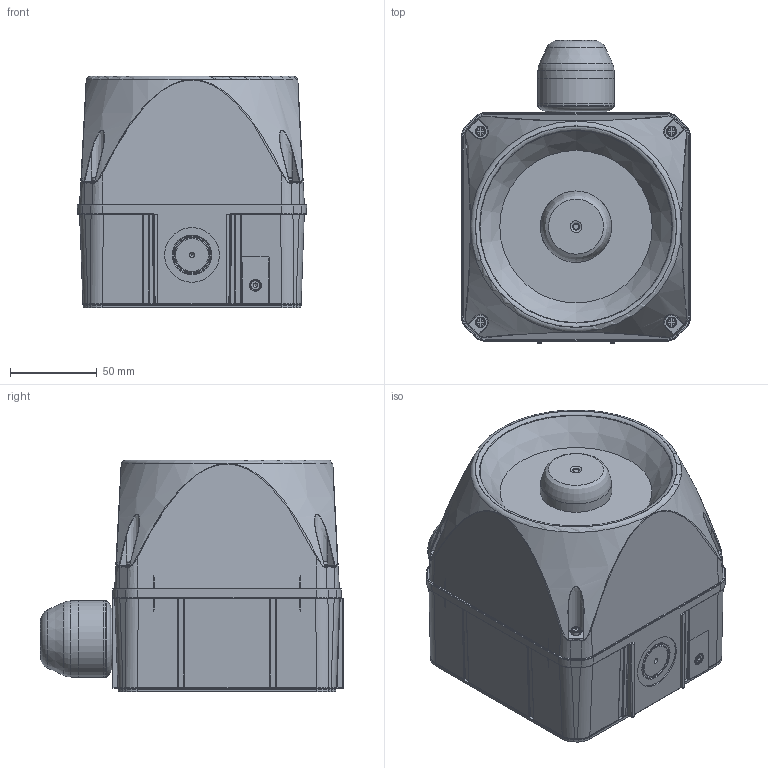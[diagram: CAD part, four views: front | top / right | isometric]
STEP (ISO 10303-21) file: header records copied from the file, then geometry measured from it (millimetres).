
FILE_DESCRIPTION(/* description */ (''),/* implementation_level */ '2;1');
FILE_NAME(/* name */ 'ADM.stp',/* time_stamp */ '2016-03-31T08:48:01+02:00',/* author */ (''),/* organization */ (''),/* preprocessor_version */ 'ST-DEVELOPER v11',/* originating_system */ 'SIEMENS PLM Software NX 7.5',/* authorisation */ '');
FILE_SCHEMA (('AUTOMOTIVE_DESIGN { 1 0 10303 214 1 1 1 1 }'));
Length unit declared in the file: millimetre
Products named in the file (1): m.neE717w0rz
Bounding box: 132.07 x 174.5 x 133.4 mm (x, y, z)
Volume: 1971638.4 mm3; surface area: 143004 mm2
Topology: 3 solids, 8 shells, 1199 faces, 2893 edges, 1649 vertices
Faces by surface type: cylinder 434, plane 296, bspline 222, torus 94, sphere 94, cone 56, revolution 3
Full cylindrical faces by diameter (mm): 2.45 x4, 3 x5, 3.4 x4, 4 x1, 4.3 x1, 5.2 x2, 6.3 x1, 6.4 x2, 6.6 x8, 15.6 x4, 17 x1, 20 x1, 31.5 x1, 36 x1, 43.83 x1, 44 x1
Entity records: 40590 total; most frequent: CARTESIAN_POINT 14546, DIRECTION 5605, ORIENTED_EDGE 5254, EDGE_CURVE 2627, AXIS2_PLACEMENT_3D 2283, VERTEX_POINT 1603, EDGE_LOOP 1376, ADVANCED_FACE 1199
